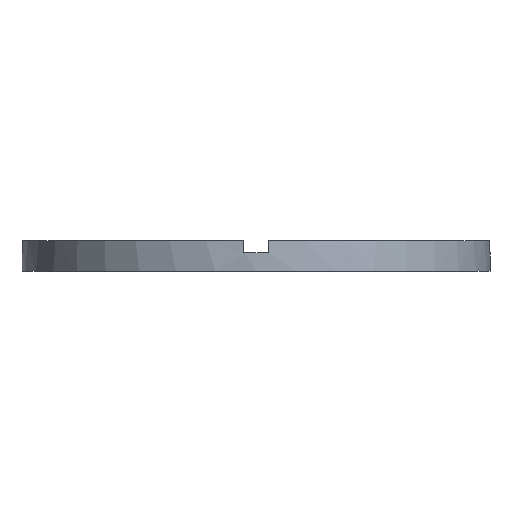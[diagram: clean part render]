
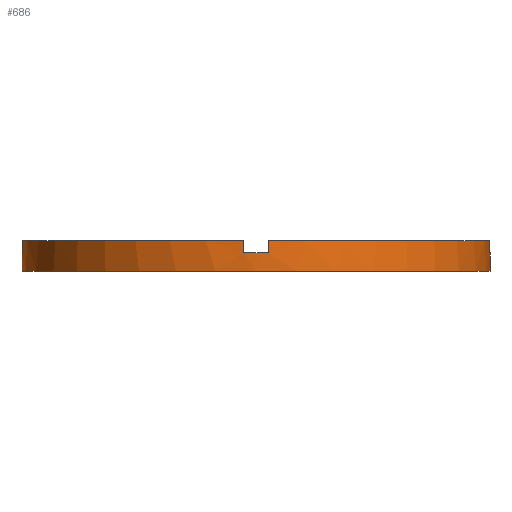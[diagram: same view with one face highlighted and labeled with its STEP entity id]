
A CAD part, front view. The second image highlights one B-rep face of the part: STEP entity #686.
In plain terms, the highlighted cylindrical face has radius 19 mm (diameter 38 mm), a partial arc.
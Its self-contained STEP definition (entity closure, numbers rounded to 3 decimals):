
#4 = CARTESIAN_POINT ( 'NONE',  ( 19., 0., 0. ) ) ;
#15 = DIRECTION ( 'NONE',  ( 0., 0., 1. ) ) ;
#17 = CARTESIAN_POINT ( 'NONE',  ( -18.974, -1., 2.5 ) ) ;
#30 = DIRECTION ( 'NONE',  ( 1., 0., 0. ) ) ;
#32 = AXIS2_PLACEMENT_3D ( 'NONE', #617, #718, #775 ) ;
#37 = DIRECTION ( 'NONE',  ( 0., 0., 1. ) ) ;
#45 = CARTESIAN_POINT ( 'NONE',  ( 0., 0., 1.5 ) ) ;
#71 = DIRECTION ( 'NONE',  ( 1., 0., 0. ) ) ;
#72 = DIRECTION ( 'NONE',  ( 0., 0., 1. ) ) ;
#73 = VECTOR ( 'NONE', #158, 1000. ) ;
#80 = DIRECTION ( 'NONE',  ( 1., 0., 0. ) ) ;
#84 = VECTOR ( 'NONE', #511, 1000. ) ;
#94 = LINE ( 'NONE', #714, #604 ) ;
#95 = DIRECTION ( 'NONE',  ( 1., 0., 0. ) ) ;
#98 = VECTOR ( 'NONE', #72, 1000. ) ;
#111 = DIRECTION ( 'NONE',  ( 1., 0., 0. ) ) ;
#139 = ORIENTED_EDGE ( 'NONE', *, *, #608, .F. ) ;
#141 = CIRCLE ( 'NONE', #421, 19. ) ;
#144 = EDGE_CURVE ( 'NONE', #760, #225, #202, .T. ) ;
#145 = CARTESIAN_POINT ( 'NONE',  ( -18.974, -1., 2.5 ) ) ;
#151 = ORIENTED_EDGE ( 'NONE', *, *, #712, .F. ) ;
#156 = CARTESIAN_POINT ( 'NONE',  ( -1., -18.974, 2.5 ) ) ;
#158 = DIRECTION ( 'NONE',  ( 0., 0., -1. ) ) ;
#168 = VERTEX_POINT ( 'NONE', #347 ) ;
#173 = DIRECTION ( 'NONE',  ( 0., 0., 1. ) ) ;
#174 = LINE ( 'NONE', #598, #695 ) ;
#180 = CIRCLE ( 'NONE', #292, 19. ) ;
#186 = CARTESIAN_POINT ( 'NONE',  ( 0., 0., 0. ) ) ;
#187 = VERTEX_POINT ( 'NONE', #4 ) ;
#202 = LINE ( 'NONE', #17, #424 ) ;
#208 = EDGE_CURVE ( 'NONE', #760, #694, #180, .T. ) ;
#220 = CARTESIAN_POINT ( 'NONE',  ( 0., 0., 1.5 ) ) ;
#223 = VERTEX_POINT ( 'NONE', #308 ) ;
#225 = VERTEX_POINT ( 'NONE', #312 ) ;
#240 = DIRECTION ( 'NONE',  ( 0., 0., 1. ) ) ;
#243 = ORIENTED_EDGE ( 'NONE', *, *, #588, .T. ) ;
#250 = ORIENTED_EDGE ( 'NONE', *, *, #630, .T. ) ;
#252 = ORIENTED_EDGE ( 'NONE', *, *, #208, .F. ) ;
#257 = VERTEX_POINT ( 'NONE', #264 ) ;
#264 = CARTESIAN_POINT ( 'NONE',  ( 19., 0., 1.5 ) ) ;
#265 = EDGE_CURVE ( 'NONE', #510, #187, #427, .T. ) ;
#282 = CARTESIAN_POINT ( 'NONE',  ( -1., -18.974, 2.5 ) ) ;
#283 = AXIS2_PLACEMENT_3D ( 'NONE', #45, #240, #478 ) ;
#290 = CARTESIAN_POINT ( 'NONE',  ( 1., -18.974, 1.5 ) ) ;
#292 = AXIS2_PLACEMENT_3D ( 'NONE', #731, #173, #95 ) ;
#299 = CARTESIAN_POINT ( 'NONE',  ( -19., 0., 2.5 ) ) ;
#308 = CARTESIAN_POINT ( 'NONE',  ( 18.974, -1., 2.5 ) ) ;
#312 = CARTESIAN_POINT ( 'NONE',  ( -18.974, -1., 1.5 ) ) ;
#324 = EDGE_CURVE ( 'NONE', #168, #223, #174, .T. ) ;
#325 = DIRECTION ( 'NONE',  ( 0., 0., 1. ) ) ;
#335 = AXIS2_PLACEMENT_3D ( 'NONE', #523, #15, #111 ) ;
#338 = LINE ( 'NONE', #299, #73 ) ;
#344 = DIRECTION ( 'NONE',  ( 0., 0., 1. ) ) ;
#345 = FACE_OUTER_BOUND ( 'NONE', #398, .T. ) ;
#347 = CARTESIAN_POINT ( 'NONE',  ( 18.974, -1., 1.5 ) ) ;
#349 = EDGE_CURVE ( 'NONE', #436, #223, #739, .T. ) ;
#354 = DIRECTION ( 'NONE',  ( 0., 0., -1. ) ) ;
#356 = LINE ( 'NONE', #444, #84 ) ;
#365 = CIRCLE ( 'NONE', #465, 19. ) ;
#372 = EDGE_CURVE ( 'NONE', #659, #494, #141, .T. ) ;
#375 = CARTESIAN_POINT ( 'NONE',  ( -19., 0., 1.5 ) ) ;
#385 = CARTESIAN_POINT ( 'NONE',  ( -19., 0., 0. ) ) ;
#398 = EDGE_LOOP ( 'NONE', ( #655, #139, #687, #408, #243, #738, #673, #252, #400, #151, #250, #487 ) ) ;
#400 = ORIENTED_EDGE ( 'NONE', *, *, #144, .T. ) ;
#408 = ORIENTED_EDGE ( 'NONE', *, *, #349, .F. ) ;
#421 = AXIS2_PLACEMENT_3D ( 'NONE', #707, #37, #71 ) ;
#424 = VECTOR ( 'NONE', #354, 1000. ) ;
#427 = CIRCLE ( 'NONE', #576, 19. ) ;
#436 = VERTEX_POINT ( 'NONE', #468 ) ;
#444 = CARTESIAN_POINT ( 'NONE',  ( 1., -18.974, 2.5 ) ) ;
#460 = DIRECTION ( 'NONE',  ( 0., 0., 1. ) ) ;
#465 = AXIS2_PLACEMENT_3D ( 'NONE', #220, #460, #30 ) ;
#468 = CARTESIAN_POINT ( 'NONE',  ( 1., -18.974, 2.5 ) ) ;
#478 = DIRECTION ( 'NONE',  ( 1., 0., 0. ) ) ;
#487 = ORIENTED_EDGE ( 'NONE', *, *, #265, .T. ) ;
#494 = VERTEX_POINT ( 'NONE', #290 ) ;
#501 = VERTEX_POINT ( 'NONE', #375 ) ;
#510 = VERTEX_POINT ( 'NONE', #385 ) ;
#511 = DIRECTION ( 'NONE',  ( 0., 0., -1. ) ) ;
#523 = CARTESIAN_POINT ( 'NONE',  ( 0., 0., 2.5 ) ) ;
#576 = AXIS2_PLACEMENT_3D ( 'NONE', #186, #344, #80 ) ;
#588 = EDGE_CURVE ( 'NONE', #436, #494, #356, .T. ) ;
#598 = CARTESIAN_POINT ( 'NONE',  ( 18.974, -1., 2.5 ) ) ;
#602 = EDGE_CURVE ( 'NONE', #257, #187, #94, .T. ) ;
#604 = VECTOR ( 'NONE', #773, 1000. ) ;
#605 = CIRCLE ( 'NONE', #283, 19. ) ;
#608 = EDGE_CURVE ( 'NONE', #168, #257, #605, .T. ) ;
#617 = CARTESIAN_POINT ( 'NONE',  ( 0., 0., 2.5 ) ) ;
#621 = CARTESIAN_POINT ( 'NONE',  ( -1., -18.974, 1.5 ) ) ;
#622 = CYLINDRICAL_SURFACE ( 'NONE', #32, 19. ) ;
#627 = LINE ( 'NONE', #282, #98 ) ;
#630 = EDGE_CURVE ( 'NONE', #501, #510, #338, .T. ) ;
#655 = ORIENTED_EDGE ( 'NONE', *, *, #602, .F. ) ;
#659 = VERTEX_POINT ( 'NONE', #621 ) ;
#673 = ORIENTED_EDGE ( 'NONE', *, *, #691, .T. ) ;
#686 = ADVANCED_FACE ( 'NONE', ( #345 ), #622, .T. ) ;
#687 = ORIENTED_EDGE ( 'NONE', *, *, #324, .T. ) ;
#691 = EDGE_CURVE ( 'NONE', #659, #694, #627, .T. ) ;
#694 = VERTEX_POINT ( 'NONE', #156 ) ;
#695 = VECTOR ( 'NONE', #325, 1000. ) ;
#707 = CARTESIAN_POINT ( 'NONE',  ( 0., 0., 1.5 ) ) ;
#712 = EDGE_CURVE ( 'NONE', #501, #225, #365, .T. ) ;
#714 = CARTESIAN_POINT ( 'NONE',  ( 19., 0., 2.5 ) ) ;
#718 = DIRECTION ( 'NONE',  ( 0., 0., -1. ) ) ;
#731 = CARTESIAN_POINT ( 'NONE',  ( 0., 0., 2.5 ) ) ;
#738 = ORIENTED_EDGE ( 'NONE', *, *, #372, .F. ) ;
#739 = CIRCLE ( 'NONE', #335, 19. ) ;
#760 = VERTEX_POINT ( 'NONE', #145 ) ;
#773 = DIRECTION ( 'NONE',  ( 0., 0., -1. ) ) ;
#775 = DIRECTION ( 'NONE',  ( -1., 0., 0. ) ) ;
